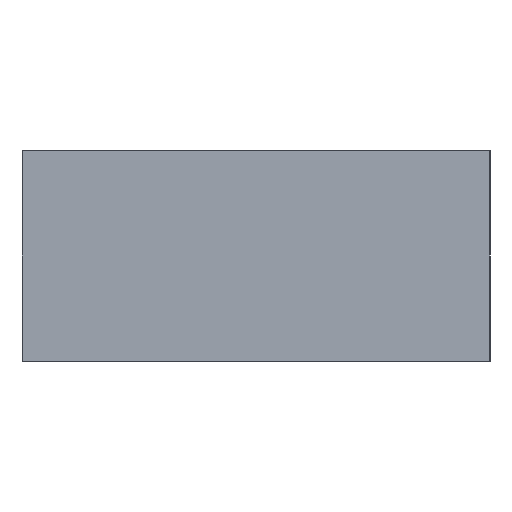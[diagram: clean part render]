
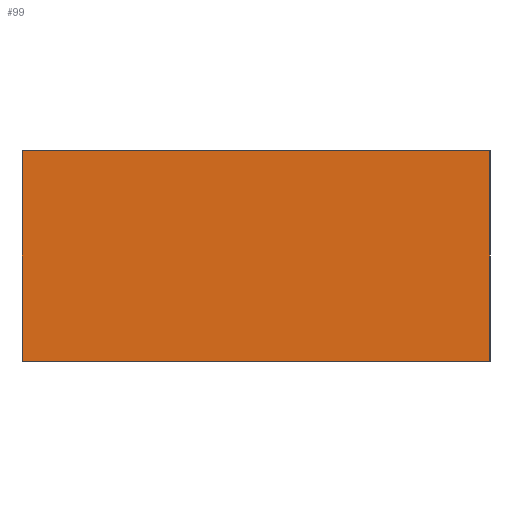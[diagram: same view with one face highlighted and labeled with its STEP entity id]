
A CAD part, left-side view. The second image highlights one B-rep face of the part: STEP entity #99.
In plain terms, the highlighted planar face has unit normal (-1, 0, 0).
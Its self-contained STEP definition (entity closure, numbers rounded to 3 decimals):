
#11 = VECTOR ( 'NONE', #227, 1000. ) ;
#12 = EDGE_CURVE ( 'NONE', #87, #13, #34, .T. ) ;
#13 = VERTEX_POINT ( 'NONE', #220 ) ;
#22 = ORIENTED_EDGE ( 'NONE', *, *, #26, .T. ) ;
#25 = DIRECTION ( 'NONE',  ( 0., -1., 0. ) ) ;
#26 = EDGE_CURVE ( 'NONE', #213, #87, #79, .T. ) ;
#29 = VECTOR ( 'NONE', #25, 1000. ) ;
#34 = LINE ( 'NONE', #172, #29 ) ;
#52 = EDGE_CURVE ( 'NONE', #133, #13, #144, .T. ) ;
#57 = DIRECTION ( 'NONE',  ( 0., 1., 0. ) ) ;
#67 = ORIENTED_EDGE ( 'NONE', *, *, #52, .F. ) ;
#69 = CARTESIAN_POINT ( 'NONE',  ( -139., 12.25, 11. ) ) ;
#72 = CARTESIAN_POINT ( 'NONE',  ( -139., -12.25, 11. ) ) ;
#74 = ORIENTED_EDGE ( 'NONE', *, *, #12, .T. ) ;
#78 = CARTESIAN_POINT ( 'NONE',  ( -139., 12.25, 11. ) ) ;
#79 = LINE ( 'NONE', #207, #229 ) ;
#87 = VERTEX_POINT ( 'NONE', #93 ) ;
#93 = CARTESIAN_POINT ( 'NONE',  ( -139., 12.25, 0. ) ) ;
#96 = DIRECTION ( 'NONE',  ( 0., 0., -1. ) ) ;
#99 = ADVANCED_FACE ( 'NONE', ( #127 ), #224, .F. ) ;
#109 = AXIS2_PLACEMENT_3D ( 'NONE', #69, #170, #57 ) ;
#118 = DIRECTION ( 'NONE',  ( 0., 0., -1. ) ) ;
#127 = FACE_OUTER_BOUND ( 'NONE', #168, .T. ) ;
#133 = VERTEX_POINT ( 'NONE', #210 ) ;
#144 = LINE ( 'NONE', #72, #156 ) ;
#156 = VECTOR ( 'NONE', #96, 1000. ) ;
#160 = EDGE_CURVE ( 'NONE', #213, #133, #237, .T. ) ;
#168 = EDGE_LOOP ( 'NONE', ( #74, #67, #178, #22 ) ) ;
#170 = DIRECTION ( 'NONE',  ( 1., 0., 0. ) ) ;
#172 = CARTESIAN_POINT ( 'NONE',  ( -139., 12.25, 0. ) ) ;
#178 = ORIENTED_EDGE ( 'NONE', *, *, #160, .F. ) ;
#195 = CARTESIAN_POINT ( 'NONE',  ( -139., 12.25, 11. ) ) ;
#207 = CARTESIAN_POINT ( 'NONE',  ( -139., 12.25, 11. ) ) ;
#210 = CARTESIAN_POINT ( 'NONE',  ( -139., -12.25, 11. ) ) ;
#213 = VERTEX_POINT ( 'NONE', #195 ) ;
#220 = CARTESIAN_POINT ( 'NONE',  ( -139., -12.25, 0. ) ) ;
#224 = PLANE ( 'NONE',  #109 ) ;
#227 = DIRECTION ( 'NONE',  ( 0., -1., 0. ) ) ;
#229 = VECTOR ( 'NONE', #118, 1000. ) ;
#237 = LINE ( 'NONE', #78, #11 ) ;
